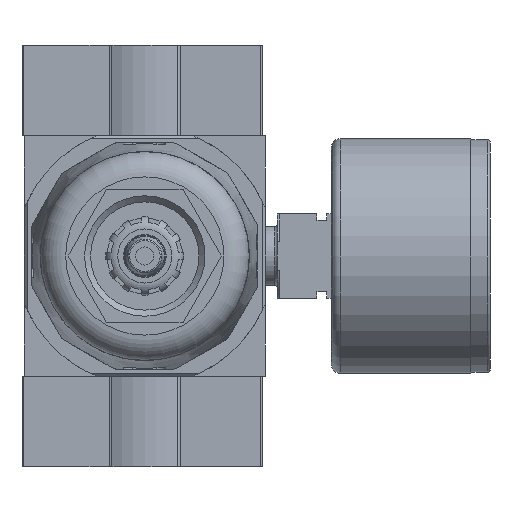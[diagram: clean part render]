
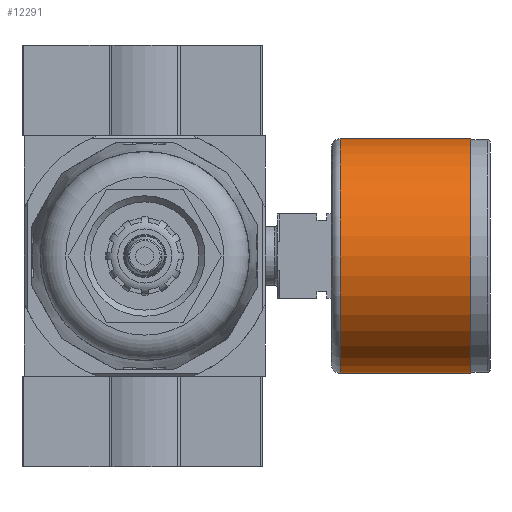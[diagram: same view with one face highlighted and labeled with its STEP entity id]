
A CAD part, front view. The second image highlights one B-rep face of the part: STEP entity #12291.
In plain terms, the highlighted cylindrical face has radius 19.5 mm (diameter 39 mm), a full revolution.
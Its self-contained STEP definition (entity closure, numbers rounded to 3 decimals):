
#213=CYLINDRICAL_SURFACE('',#13187,19.5);
#3576=ORIENTED_EDGE('',*,*,#5485,.F.);
#3577=ORIENTED_EDGE('',*,*,#5486,.T.);
#5485=EDGE_CURVE('',#6581,#6581,#7238,.T.);
#5486=EDGE_CURVE('',#6582,#6582,#7239,.T.);
#6581=VERTEX_POINT('',#18760);
#6582=VERTEX_POINT('',#18763);
#7238=CIRCLE('',#13186,19.5);
#7239=CIRCLE('',#13188,19.5);
#7862=EDGE_LOOP('',(#3576));
#7863=EDGE_LOOP('',(#3577));
#8616=FACE_BOUND('',#7862,.T.);
#8617=FACE_BOUND('',#7863,.T.);
#12291=ADVANCED_FACE('',(#8616,#8617),#213,.T.);
#13186=AXIS2_PLACEMENT_3D('',#18759,#15263,#15264);
#13187=AXIS2_PLACEMENT_3D('',#18761,#15265,#15266);
#13188=AXIS2_PLACEMENT_3D('',#18762,#15267,#15268);
#15263=DIRECTION('',(1.,0.,0.));
#15264=DIRECTION('',(0.,0.,-1.));
#15265=DIRECTION('',(1.,0.,0.));
#15266=DIRECTION('',(0.,0.,-1.));
#15267=DIRECTION('',(1.,0.,0.));
#15268=DIRECTION('',(0.,0.,-1.));
#18759=CARTESIAN_POINT('',(-3.2,0.,0.));
#18760=CARTESIAN_POINT('',(-3.2,0.,-19.5));
#18761=CARTESIAN_POINT('',(0.,0.,0.));
#18762=CARTESIAN_POINT('',(-24.85,0.,0.));
#18763=CARTESIAN_POINT('',(-24.85,0.,-19.5));
